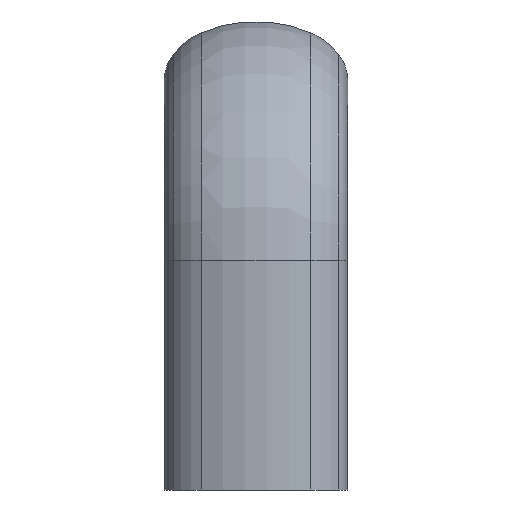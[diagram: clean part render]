
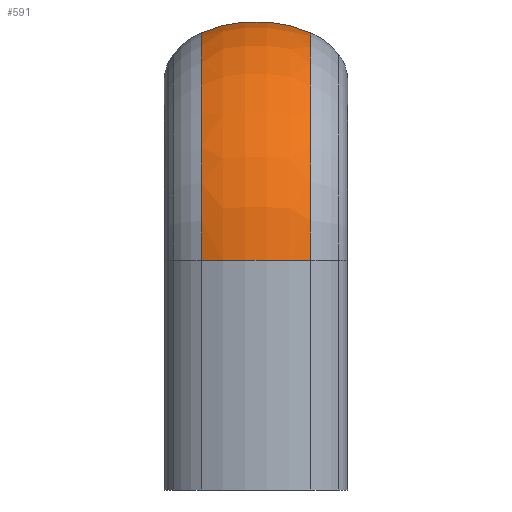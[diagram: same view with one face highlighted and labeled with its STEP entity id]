
A CAD part, left-side view. The second image highlights one B-rep face of the part: STEP entity #591.
In plain terms, the highlighted toroidal (fillet/blend) face has major radius 10.801 mm and minor radius 15.199 mm.
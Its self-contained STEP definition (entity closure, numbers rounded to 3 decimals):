
#375=VERTEX_POINT('',#963);
#553=EDGE_CURVE('',#743,#375,#1166,.T.);
#561=EDGE_CURVE('',#625,#575,#1174,.T.);
#563=EDGE_CURVE('',#575,#375,#1176,.T.);
#575=VERTEX_POINT('',#1190);
#591=ADVANCED_FACE('',(#1206),#1207,.T.);
#623=EDGE_CURVE('',#625,#743,#1246,.T.);
#625=VERTEX_POINT('',#1248);
#743=VERTEX_POINT('',#1379);
#963=CARTESIAN_POINT('',(19.5,5.967,49.78));
#1166=CIRCLE('',#1886,15.199);
#1174=CIRCLE('',#1897,15.199);
#1176=CIRCLE('',#1900,24.78);
#1190=CARTESIAN_POINT('',(-5.28,5.967,25.0));
#1206=FACE_OUTER_BOUND('',#1942,.T.);
#1207=TOROIDAL_SURFACE('',#1943,10.801,15.199);
#1246=CIRCLE('',#1990,24.78);
#1248=CARTESIAN_POINT('',(-5.28,-5.967,25.0));
#1379=CARTESIAN_POINT('',(19.5,-5.967,49.78));
#1886=AXIS2_PLACEMENT_3D('',#2713,#2714,#2715);
#1897=AXIS2_PLACEMENT_3D('',#2722,#2723,#2724);
#1900=AXIS2_PLACEMENT_3D('',#2725,#2726,#2727);
#1942=EDGE_LOOP('',(#2768,#2769,#2770,#2771));
#1943=AXIS2_PLACEMENT_3D('',#2772,#2773,#2774);
#1990=AXIS2_PLACEMENT_3D('',#2841,#2842,#2843);
#2713=CARTESIAN_POINT('',(19.5,0.,35.801));
#2714=DIRECTION('',(-1.0,0.0,0.));
#2715=DIRECTION('',(0.,0.393,0.92));
#2722=CARTESIAN_POINT('',(8.699,0.,25.0));
#2723=DIRECTION('',(0.0,0.0,-1.0));
#2724=DIRECTION('',(-0.92,0.393,0.0));
#2725=CARTESIAN_POINT('',(19.5,5.967,25.0));
#2726=DIRECTION('',(0.0,1.0,0.0));
#2727=DIRECTION('',(-1.0,0.0,0.0));
#2768=ORIENTED_EDGE('',*,*,#553,.T.);
#2769=ORIENTED_EDGE('',*,*,#563,.F.);
#2770=ORIENTED_EDGE('',*,*,#561,.F.);
#2771=ORIENTED_EDGE('',*,*,#623,.T.);
#2772=CARTESIAN_POINT('',(19.5,0.,25.0));
#2773=DIRECTION('',(0.0,1.0,0.0));
#2774=DIRECTION('',(0.0,0.0,-1.0));
#2841=CARTESIAN_POINT('',(19.5,-5.967,25.0));
#2842=DIRECTION('',(0.0,1.0,0.0));
#2843=DIRECTION('',(-1.0,0.0,0.0));
